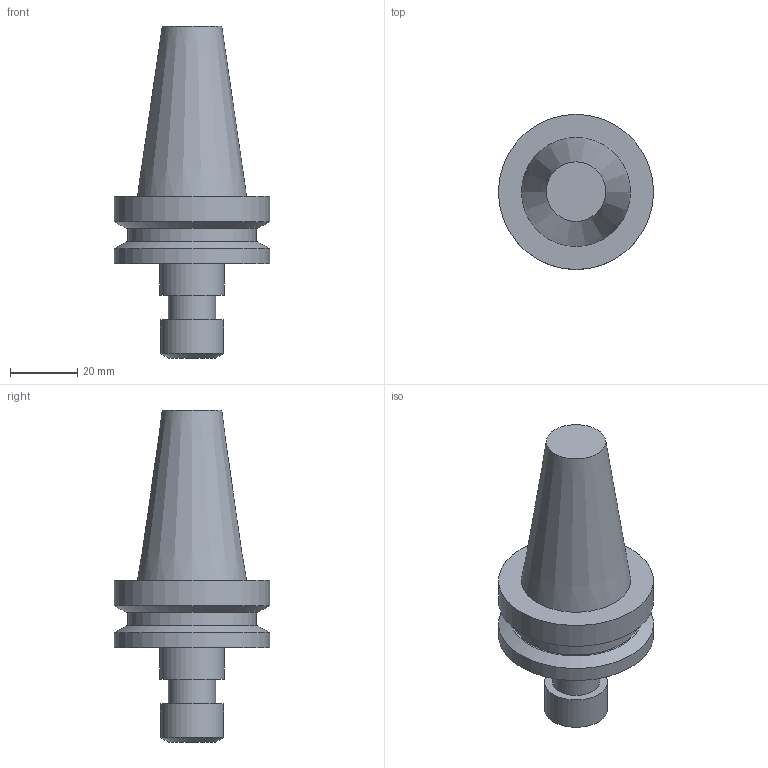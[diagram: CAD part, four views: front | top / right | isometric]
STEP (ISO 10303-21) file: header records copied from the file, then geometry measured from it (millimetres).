
FILE_DESCRIPTION(/* description */ (''),/* implementation_level */ '2;1');
FILE_NAME(/* name */ '1493026013486.stp',/* time_stamp */ '2017-04-24T11:26:57+02:00',/* author */ (''),/* organization */ ('SMS'),/* preprocessor_version */ 'ST-DEVELOPER v15',/* originating_system */ 'SIEMENS PLM Software NX 8.5',/* authorisation */ '');
FILE_SCHEMA (('AUTOMOTIVE_DESIGN { 1 0 10303 214 3 1 1 1 }'));
Length unit declared in the file: millimetre
Products named in the file (1): A2B14-3011050-636200776976050343-1
Bounding box: 46 x 46 x 98.4 mm (x, y, z)
Volume: 62374.6 mm3; surface area: 11874.7 mm2
Topology: 1 solids, 1 shells, 18 faces, 27 edges, 20 vertices
Faces by surface type: plane 8, cylinder 6, cone 4
Full cylindrical faces by diameter (mm): 14 x1, 18.7 x1, 19 x1, 38 x1, 46 x2
Entity records: 432 total; most frequent: DIRECTION 80, CARTESIAN_POINT 60, AXIS2_PLACEMENT_3D 40, EDGE_LOOP 34, ORIENTED_EDGE 34, FACE_BOUND 32, ADVANCED_FACE 18, VERTEX_POINT 17
